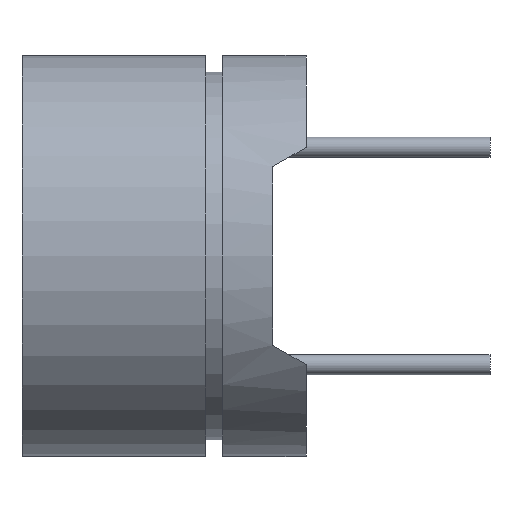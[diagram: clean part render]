
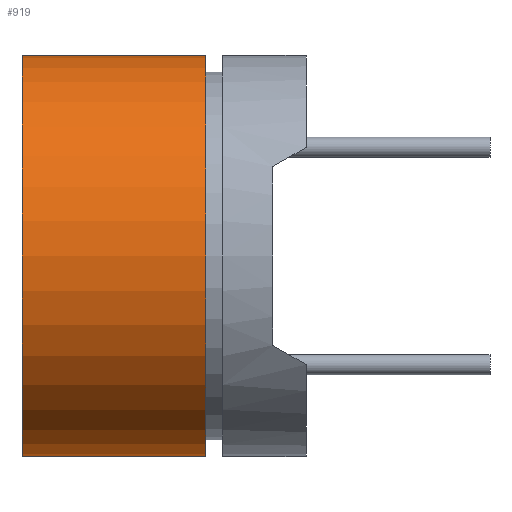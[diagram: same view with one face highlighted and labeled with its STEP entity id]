
A CAD part, left-side view. The second image highlights one B-rep face of the part: STEP entity #919.
In plain terms, the highlighted cylindrical face has radius 6 mm (diameter 12 mm), a partial arc.
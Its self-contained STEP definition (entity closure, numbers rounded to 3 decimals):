
#39 = EDGE_CURVE ( 'NONE', #2721, #1485, #1494, .T. ) ;
#251 = EDGE_LOOP ( 'NONE', ( #582, #2866, #2965, #2351 ) ) ;
#252 = AXIS2_PLACEMENT_3D ( 'NONE', #2231, #1969, #547 ) ;
#285 = FACE_OUTER_BOUND ( 'NONE', #251, .T. ) ;
#323 = EDGE_CURVE ( 'NONE', #1485, #2843, #3069, .T. ) ;
#360 = DIRECTION ( 'NONE',  ( 0., 0., -1. ) ) ;
#411 = CARTESIAN_POINT ( 'NONE',  ( 0., 3., 6. ) ) ;
#468 = DIRECTION ( 'NONE',  ( 0., 0., 1. ) ) ;
#547 = DIRECTION ( 'NONE',  ( 0., 0., 1. ) ) ;
#559 = DIRECTION ( 'NONE',  ( 0., -1., 0. ) ) ;
#582 = ORIENTED_EDGE ( 'NONE', *, *, #323, .F. ) ;
#662 = VERTEX_POINT ( 'NONE', #2427 ) ;
#903 = CARTESIAN_POINT ( 'NONE',  ( 0., 8.5, -6. ) ) ;
#919 = ADVANCED_FACE ( 'NONE', ( #285 ), #2639, .T. ) ;
#934 = DIRECTION ( 'NONE',  ( 0., 1., 0. ) ) ;
#1057 = DIRECTION ( 'NONE',  ( 0., -1., 0. ) ) ;
#1075 = VECTOR ( 'NONE', #2590, 1000. ) ;
#1142 = AXIS2_PLACEMENT_3D ( 'NONE', #1407, #934, #468 ) ;
#1240 = VECTOR ( 'NONE', #559, 1000. ) ;
#1392 = EDGE_CURVE ( 'NONE', #662, #2843, #2776, .T. ) ;
#1407 = CARTESIAN_POINT ( 'NONE',  ( 0., 8.5, 0. ) ) ;
#1485 = VERTEX_POINT ( 'NONE', #2244 ) ;
#1494 = CIRCLE ( 'NONE', #1142, 6. ) ;
#1700 = CARTESIAN_POINT ( 'NONE',  ( 0., 8.5, 6. ) ) ;
#1969 = DIRECTION ( 'NONE',  ( 0., 1., 0. ) ) ;
#2108 = CARTESIAN_POINT ( 'NONE',  ( 0., 8.5, -6. ) ) ;
#2231 = CARTESIAN_POINT ( 'NONE',  ( 0., 3., 0. ) ) ;
#2244 = CARTESIAN_POINT ( 'NONE',  ( 0., 8.5, 6. ) ) ;
#2332 = EDGE_CURVE ( 'NONE', #2721, #662, #2832, .T. ) ;
#2351 = ORIENTED_EDGE ( 'NONE', *, *, #1392, .T. ) ;
#2427 = CARTESIAN_POINT ( 'NONE',  ( 0., 3., -6. ) ) ;
#2530 = CARTESIAN_POINT ( 'NONE',  ( 0., 8.5, 0. ) ) ;
#2590 = DIRECTION ( 'NONE',  ( 0., -1., 0. ) ) ;
#2623 = AXIS2_PLACEMENT_3D ( 'NONE', #2530, #1057, #360 ) ;
#2639 = CYLINDRICAL_SURFACE ( 'NONE', #2623, 6. ) ;
#2721 = VERTEX_POINT ( 'NONE', #903 ) ;
#2776 = CIRCLE ( 'NONE', #252, 6. ) ;
#2832 = LINE ( 'NONE', #2108, #1075 ) ;
#2843 = VERTEX_POINT ( 'NONE', #411 ) ;
#2866 = ORIENTED_EDGE ( 'NONE', *, *, #39, .F. ) ;
#2965 = ORIENTED_EDGE ( 'NONE', *, *, #2332, .T. ) ;
#3069 = LINE ( 'NONE', #1700, #1240 ) ;
